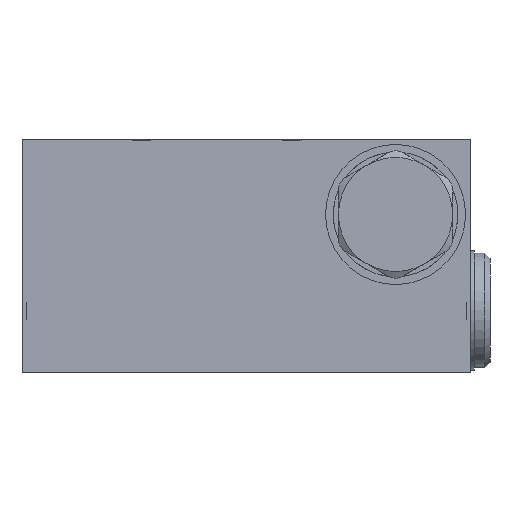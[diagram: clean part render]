
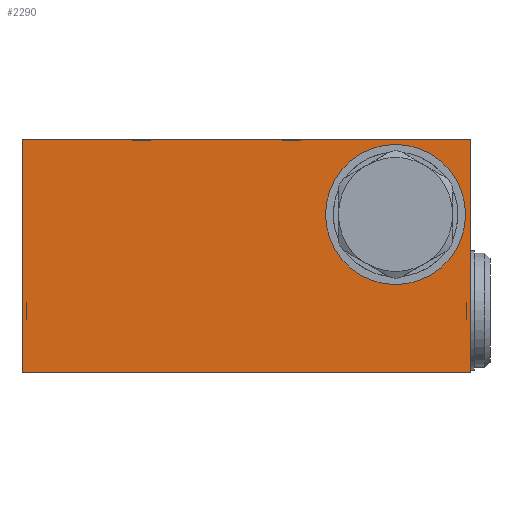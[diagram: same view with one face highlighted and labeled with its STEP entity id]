
A CAD part, left-side view. The second image highlights one B-rep face of the part: STEP entity #2290.
In plain terms, the highlighted planar face has unit normal (-1, 0, 0).
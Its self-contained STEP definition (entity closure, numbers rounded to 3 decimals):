
#56=LINE('',#3208,#130);
#57=LINE('',#3211,#131);
#58=LINE('',#3213,#132);
#59=LINE('',#3215,#133);
#130=VECTOR('',#2743,1000.);
#131=VECTOR('',#2744,1000.);
#132=VECTOR('',#2745,1000.);
#133=VECTOR('',#2746,1000.);
#239=PLANE('',#2443);
#400=ORIENTED_EDGE('',*,*,#749,.T.);
#401=ORIENTED_EDGE('',*,*,#750,.T.);
#402=ORIENTED_EDGE('',*,*,#751,.F.);
#403=ORIENTED_EDGE('',*,*,#752,.F.);
#404=ORIENTED_EDGE('',*,*,#753,.T.);
#749=EDGE_CURVE('',#934,#934,#1062,.T.);
#750=EDGE_CURVE('',#935,#936,#56,.T.);
#751=EDGE_CURVE('',#937,#936,#57,.T.);
#752=EDGE_CURVE('',#938,#937,#58,.T.);
#753=EDGE_CURVE('',#938,#935,#59,.T.);
#934=VERTEX_POINT('',#3207);
#935=VERTEX_POINT('',#3209);
#936=VERTEX_POINT('',#3210);
#937=VERTEX_POINT('',#3212);
#938=VERTEX_POINT('',#3214);
#1062=CIRCLE('',#2444,13.5);
#1187=EDGE_LOOP('',(#400));
#1188=EDGE_LOOP('',(#401,#402,#403,#404));
#1342=FACE_BOUND('',#1187,.T.);
#1343=FACE_BOUND('',#1188,.T.);
#2290=ADVANCED_FACE('',(#1342,#1343),#239,.F.);
#2443=AXIS2_PLACEMENT_3D('',#3205,#2739,#2740);
#2444=AXIS2_PLACEMENT_3D('',#3206,#2741,#2742);
#2739=DIRECTION('',(1.,0.,0.));
#2740=DIRECTION('',(0.,0.,-1.));
#2741=DIRECTION('',(1.,0.,0.));
#2742=DIRECTION('',(0.,0.,1.));
#2743=DIRECTION('',(0.,0.,-1.));
#2744=DIRECTION('',(0.,1.,0.));
#2745=DIRECTION('',(0.,0.,-1.));
#2746=DIRECTION('',(0.,1.,0.));
#3205=CARTESIAN_POINT('',(-12.5,-43.25,45.));
#3206=CARTESIAN_POINT('',(-12.5,-28.75,30.5));
#3207=CARTESIAN_POINT('',(-12.5,-28.75,44.));
#3208=CARTESIAN_POINT('',(-12.5,43.25,45.));
#3209=CARTESIAN_POINT('',(-12.5,43.25,45.));
#3210=CARTESIAN_POINT('',(-12.5,43.25,0.));
#3211=CARTESIAN_POINT('',(-12.5,-43.25,0.));
#3212=CARTESIAN_POINT('',(-12.5,-43.25,0.));
#3213=CARTESIAN_POINT('',(-12.5,-43.25,45.));
#3214=CARTESIAN_POINT('',(-12.5,-43.25,45.));
#3215=CARTESIAN_POINT('',(-12.5,-43.25,45.));
